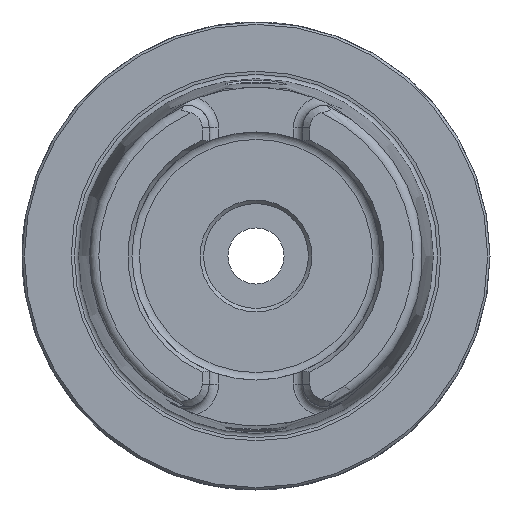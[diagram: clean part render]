
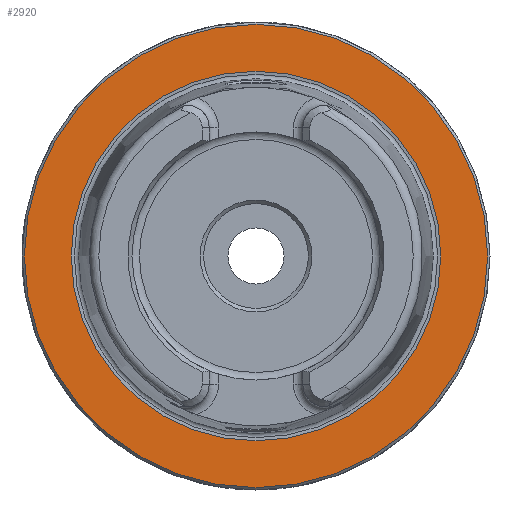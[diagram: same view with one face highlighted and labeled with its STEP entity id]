
A CAD part, left-side view. The second image highlights one B-rep face of the part: STEP entity #2920.
In plain terms, the highlighted planar face has unit normal (-1, 0, 0).
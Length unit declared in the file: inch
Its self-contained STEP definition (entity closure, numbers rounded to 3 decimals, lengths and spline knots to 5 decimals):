
#2886=CARTESIAN_POINT('',(0.0,1.94882,0.));
#2887=VERTEX_POINT('',#2886);
#2888=CARTESIAN_POINT('',(0.0,0.0,0.0));
#2889=DIRECTION('',(1.0,0.0,0.0));
#2890=DIRECTION('',(0.0,-1.0,0.0));
#2891=AXIS2_PLACEMENT_3D('',#2888,#2889,#2890);
#2892=CIRCLE('',#2891,1.94882);
#2893=EDGE_CURVE('',#2887,#2887,#2892,.T.);
#2901=CARTESIAN_POINT('',(0.0,0.98425,0.0));
#2902=DIRECTION('',(-1.0,0.0,0.0));
#2903=DIRECTION('',(0.0,0.0,1.0));
#2904=AXIS2_PLACEMENT_3D('',#2901,#2902,#2903);
#2905=PLANE('',#2904);
#2906=ORIENTED_EDGE('',*,*,#2893,.F.);
#2907=EDGE_LOOP('',(#2906));
#2908=FACE_OUTER_BOUND('',#2907,.T.);
#2909=CARTESIAN_POINT('',(0.0,1.55442,0.0));
#2910=VERTEX_POINT('',#2909);
#2911=CARTESIAN_POINT('',(0.0,0.0,0.0));
#2912=DIRECTION('',(1.0,0.0,0.0));
#2913=DIRECTION('',(0.0,1.0,0.0));
#2914=AXIS2_PLACEMENT_3D('',#2911,#2912,#2913);
#2915=CIRCLE('',#2914,1.55442);
#2916=EDGE_CURVE('',#2910,#2910,#2915,.T.);
#2917=ORIENTED_EDGE('',*,*,#2916,.T.);
#2918=EDGE_LOOP('',(#2917));
#2919=FACE_BOUND('',#2918,.T.);
#2920=ADVANCED_FACE('',(#2908,#2919),#2905,.T.);
